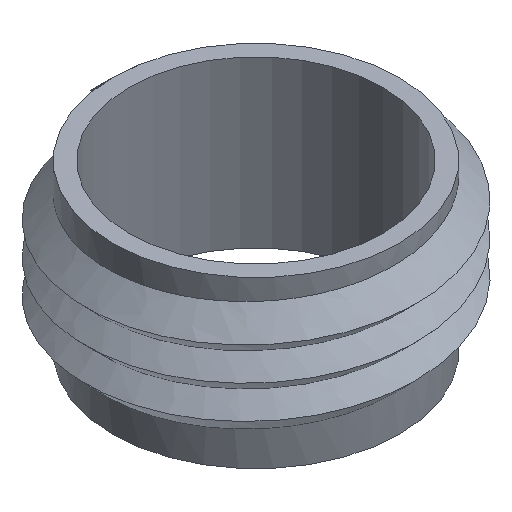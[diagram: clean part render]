
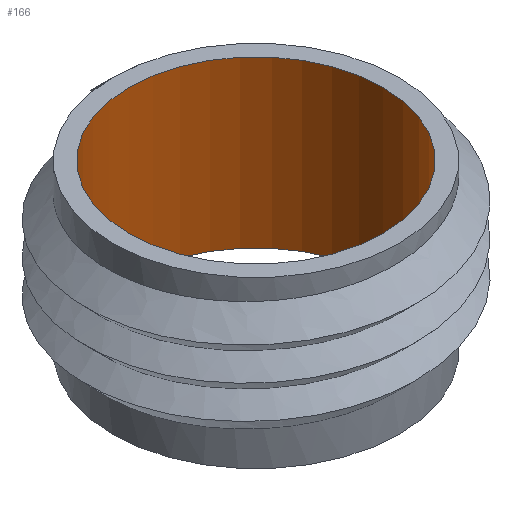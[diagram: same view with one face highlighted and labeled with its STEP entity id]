
A CAD part, isometric view. The second image highlights one B-rep face of the part: STEP entity #166.
In plain terms, the highlighted cylindrical face has radius 11.5 mm (diameter 23 mm), a full revolution.
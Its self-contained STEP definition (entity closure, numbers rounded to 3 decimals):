
#29=FACE_OUTER_BOUND('',#39,.T.);
#39=EDGE_LOOP('',(#141,#142,#143,#144));
#55=CIRCLE('',#197,11.5);
#56=CIRCLE('',#198,11.5);
#65=LINE('',#789,#74);
#74=VECTOR('',#228,11.5);
#87=VERTEX_POINT('',#786);
#88=VERTEX_POINT('',#788);
#107=EDGE_CURVE('',#87,#87,#55,.T.);
#108=EDGE_CURVE('',#87,#88,#65,.T.);
#109=EDGE_CURVE('',#88,#88,#56,.T.);
#141=ORIENTED_EDGE('',*,*,#107,.F.);
#142=ORIENTED_EDGE('',*,*,#108,.T.);
#143=ORIENTED_EDGE('',*,*,#109,.F.);
#144=ORIENTED_EDGE('',*,*,#108,.F.);
#158=CYLINDRICAL_SURFACE('',#196,11.5);
#166=ADVANCED_FACE('',(#29),#158,.F.);
#196=AXIS2_PLACEMENT_3D('',#785,#224,#225);
#197=AXIS2_PLACEMENT_3D('',#787,#226,#227);
#198=AXIS2_PLACEMENT_3D('',#790,#229,#230);
#224=DIRECTION('center_axis',(0.,0.,1.));
#225=DIRECTION('ref_axis',(-1.,0.,0.));
#226=DIRECTION('center_axis',(0.,0.,1.));
#227=DIRECTION('ref_axis',(-1.,0.,0.));
#228=DIRECTION('',(0.,0.,1.));
#229=DIRECTION('center_axis',(0.,0.,-1.));
#230=DIRECTION('ref_axis',(-1.,0.,0.));
#785=CARTESIAN_POINT('Origin',(0.,0.,0.));
#786=CARTESIAN_POINT('',(11.5,0.,0.));
#787=CARTESIAN_POINT('Origin',(0.,0.,0.));
#788=CARTESIAN_POINT('',(11.5,0.,15.));
#789=CARTESIAN_POINT('',(11.5,0.,0.));
#790=CARTESIAN_POINT('Origin',(0.,0.,15.));
